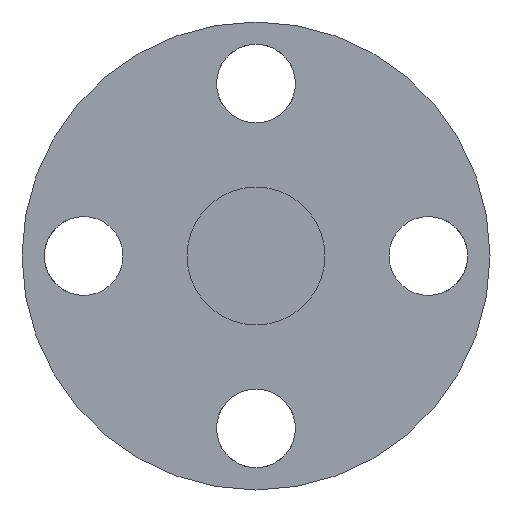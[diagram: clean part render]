
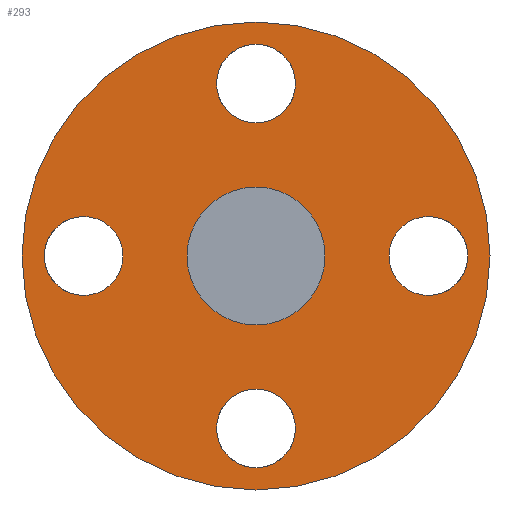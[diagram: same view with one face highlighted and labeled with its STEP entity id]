
A CAD part, left-side view. The second image highlights one B-rep face of the part: STEP entity #293.
In plain terms, the highlighted planar face has unit normal (-1, 0, 0).
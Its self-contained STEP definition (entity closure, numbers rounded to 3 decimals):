
#5 = DIRECTION ( 'NONE',  ( 0., 0., 1. ) ) ;
#6 = CARTESIAN_POINT ( 'NONE',  ( 0., 0., 5.4 ) ) ;
#12 = ORIENTED_EDGE ( 'NONE', *, *, #480, .F. ) ;
#21 = CARTESIAN_POINT ( 'NONE',  ( 0., 0., 8.6 ) ) ;
#28 = EDGE_LOOP ( 'NONE', ( #611, #345 ) ) ;
#37 = AXIS2_PLACEMENT_3D ( 'NONE', #604, #264, #652 ) ;
#42 = DIRECTION ( 'NONE',  ( -1., 0., 0. ) ) ;
#44 = DIRECTION ( 'NONE',  ( 1., 0., 0. ) ) ;
#48 = DIRECTION ( 'NONE',  ( 1., 0., 0. ) ) ;
#50 = EDGE_CURVE ( 'NONE', #672, #378, #200, .T. ) ;
#55 = CARTESIAN_POINT ( 'NONE',  ( 0., 0., -7. ) ) ;
#56 = VERTEX_POINT ( 'NONE', #6 ) ;
#61 = VERTEX_POINT ( 'NONE', #402 ) ;
#68 = ORIENTED_EDGE ( 'NONE', *, *, #329, .F. ) ;
#86 = AXIS2_PLACEMENT_3D ( 'NONE', #55, #295, #522 ) ;
#89 = CARTESIAN_POINT ( 'NONE',  ( 0., 0., 2.8 ) ) ;
#94 = FACE_BOUND ( 'NONE', #204, .T. ) ;
#96 = CIRCLE ( 'NONE', #208, 9.5 ) ;
#98 = VERTEX_POINT ( 'NONE', #234 ) ;
#99 = CARTESIAN_POINT ( 'NONE',  ( 0., 0., 9.5 ) ) ;
#104 = EDGE_CURVE ( 'NONE', #56, #552, #361, .T. ) ;
#109 = CARTESIAN_POINT ( 'NONE',  ( 0., 0., 0. ) ) ;
#118 = DIRECTION ( 'NONE',  ( 0., 0., -1. ) ) ;
#123 = ORIENTED_EDGE ( 'NONE', *, *, #388, .T. ) ;
#139 = EDGE_LOOP ( 'NONE', ( #12, #68 ) ) ;
#140 = EDGE_CURVE ( 'NONE', #378, #672, #583, .T. ) ;
#148 = VERTEX_POINT ( 'NONE', #255 ) ;
#156 = ORIENTED_EDGE ( 'NONE', *, *, #673, .F. ) ;
#161 = CIRCLE ( 'NONE', #446, 1.6 ) ;
#166 = PLANE ( 'NONE',  #747 ) ;
#169 = CARTESIAN_POINT ( 'NONE',  ( 0., 0., 7. ) ) ;
#189 = DIRECTION ( 'NONE',  ( 0., 0., -1. ) ) ;
#195 = DIRECTION ( 'NONE',  ( 0., 0., -1. ) ) ;
#200 = CIRCLE ( 'NONE', #86, 1.6 ) ;
#204 = EDGE_LOOP ( 'NONE', ( #548, #123 ) ) ;
#208 = AXIS2_PLACEMENT_3D ( 'NONE', #587, #541, #189 ) ;
#213 = DIRECTION ( 'NONE',  ( 0., 0., -1. ) ) ;
#234 = CARTESIAN_POINT ( 'NONE',  ( 0., 0., -9.5 ) ) ;
#254 = EDGE_CURVE ( 'NONE', #148, #61, #346, .T. ) ;
#255 = CARTESIAN_POINT ( 'NONE',  ( 0., 7., -1.6 ) ) ;
#264 = DIRECTION ( 'NONE',  ( 1., 0., 0. ) ) ;
#271 = ORIENTED_EDGE ( 'NONE', *, *, #608, .F. ) ;
#273 = CARTESIAN_POINT ( 'NONE',  ( 0., 0., 0. ) ) ;
#279 = DIRECTION ( 'NONE',  ( 0., 0., 1. ) ) ;
#293 = ADVANCED_FACE ( 'NONE', ( #503, #440, #610, #94, #436, #722 ), #166, .F. ) ;
#295 = DIRECTION ( 'NONE',  ( 1., 0., 0. ) ) ;
#306 = CARTESIAN_POINT ( 'NONE',  ( 0., 0., -8.6 ) ) ;
#309 = AXIS2_PLACEMENT_3D ( 'NONE', #563, #728, #213 ) ;
#318 = VERTEX_POINT ( 'NONE', #89 ) ;
#323 = CIRCLE ( 'NONE', #435, 2.8 ) ;
#325 = ORIENTED_EDGE ( 'NONE', *, *, #50, .T. ) ;
#326 = AXIS2_PLACEMENT_3D ( 'NONE', #741, #689, #118 ) ;
#329 = EDGE_CURVE ( 'NONE', #342, #318, #323, .T. ) ;
#333 = DIRECTION ( 'NONE',  ( 0., 0., -1. ) ) ;
#337 = EDGE_CURVE ( 'NONE', #650, #720, #567, .T. ) ;
#341 = CARTESIAN_POINT ( 'NONE',  ( 0., 0., 0. ) ) ;
#342 = VERTEX_POINT ( 'NONE', #395 ) ;
#344 = DIRECTION ( 'NONE',  ( 0., 0., -1. ) ) ;
#345 = ORIENTED_EDGE ( 'NONE', *, *, #537, .T. ) ;
#346 = CIRCLE ( 'NONE', #309, 1.6 ) ;
#361 = CIRCLE ( 'NONE', #326, 1.6 ) ;
#365 = ORIENTED_EDGE ( 'NONE', *, *, #254, .T. ) ;
#378 = VERTEX_POINT ( 'NONE', #489 ) ;
#387 = ORIENTED_EDGE ( 'NONE', *, *, #140, .T. ) ;
#388 = EDGE_CURVE ( 'NONE', #720, #650, #580, .T. ) ;
#390 = CARTESIAN_POINT ( 'NONE',  ( 0., 0., 0. ) ) ;
#395 = CARTESIAN_POINT ( 'NONE',  ( 0., 0., -2.8 ) ) ;
#397 = CARTESIAN_POINT ( 'NONE',  ( 0., -7., 0. ) ) ;
#402 = CARTESIAN_POINT ( 'NONE',  ( 0., 7., 1.6 ) ) ;
#406 = DIRECTION ( 'NONE',  ( 0., 0., -1. ) ) ;
#411 = DIRECTION ( 'NONE',  ( 1., 0., 0. ) ) ;
#427 = CARTESIAN_POINT ( 'NONE',  ( 0., -7., -1.6 ) ) ;
#428 = CIRCLE ( 'NONE', #582, 9.5 ) ;
#435 = AXIS2_PLACEMENT_3D ( 'NONE', #390, #42, #279 ) ;
#436 = FACE_BOUND ( 'NONE', #28, .T. ) ;
#440 = FACE_BOUND ( 'NONE', #639, .T. ) ;
#446 = AXIS2_PLACEMENT_3D ( 'NONE', #169, #746, #622 ) ;
#451 = CARTESIAN_POINT ( 'NONE',  ( 0., -7., 1.6 ) ) ;
#458 = AXIS2_PLACEMENT_3D ( 'NONE', #520, #411, #406 ) ;
#464 = CARTESIAN_POINT ( 'NONE',  ( 0., -7., 0. ) ) ;
#470 = AXIS2_PLACEMENT_3D ( 'NONE', #397, #501, #734 ) ;
#480 = EDGE_CURVE ( 'NONE', #318, #342, #613, .T. ) ;
#489 = CARTESIAN_POINT ( 'NONE',  ( 0., 0., -5.4 ) ) ;
#501 = DIRECTION ( 'NONE',  ( 1., 0., 0. ) ) ;
#503 = FACE_BOUND ( 'NONE', #139, .T. ) ;
#504 = CIRCLE ( 'NONE', #458, 1.6 ) ;
#516 = EDGE_CURVE ( 'NONE', #61, #148, #504, .T. ) ;
#520 = CARTESIAN_POINT ( 'NONE',  ( 0., 7., 0. ) ) ;
#522 = DIRECTION ( 'NONE',  ( 0., 0., -1. ) ) ;
#537 = EDGE_CURVE ( 'NONE', #552, #56, #161, .T. ) ;
#541 = DIRECTION ( 'NONE',  ( 1., 0., 0. ) ) ;
#548 = ORIENTED_EDGE ( 'NONE', *, *, #337, .T. ) ;
#552 = VERTEX_POINT ( 'NONE', #21 ) ;
#563 = CARTESIAN_POINT ( 'NONE',  ( 0., 7., 0. ) ) ;
#567 = CIRCLE ( 'NONE', #470, 1.6 ) ;
#580 = CIRCLE ( 'NONE', #736, 1.6 ) ;
#581 = EDGE_LOOP ( 'NONE', ( #325, #387 ) ) ;
#582 = AXIS2_PLACEMENT_3D ( 'NONE', #273, #712, #195 ) ;
#583 = CIRCLE ( 'NONE', #37, 1.6 ) ;
#587 = CARTESIAN_POINT ( 'NONE',  ( 0., 0., 0. ) ) ;
#603 = AXIS2_PLACEMENT_3D ( 'NONE', #109, #636, #5 ) ;
#604 = CARTESIAN_POINT ( 'NONE',  ( 0., 0., -7. ) ) ;
#608 = EDGE_CURVE ( 'NONE', #98, #695, #96, .T. ) ;
#610 = FACE_BOUND ( 'NONE', #581, .T. ) ;
#611 = ORIENTED_EDGE ( 'NONE', *, *, #104, .T. ) ;
#613 = CIRCLE ( 'NONE', #603, 2.8 ) ;
#622 = DIRECTION ( 'NONE',  ( 0., 0., -1. ) ) ;
#636 = DIRECTION ( 'NONE',  ( -1., 0., 0. ) ) ;
#639 = EDGE_LOOP ( 'NONE', ( #365, #706 ) ) ;
#650 = VERTEX_POINT ( 'NONE', #427 ) ;
#652 = DIRECTION ( 'NONE',  ( 0., 0., -1. ) ) ;
#670 = EDGE_LOOP ( 'NONE', ( #156, #271 ) ) ;
#672 = VERTEX_POINT ( 'NONE', #306 ) ;
#673 = EDGE_CURVE ( 'NONE', #695, #98, #428, .T. ) ;
#689 = DIRECTION ( 'NONE',  ( 1., 0., 0. ) ) ;
#695 = VERTEX_POINT ( 'NONE', #99 ) ;
#706 = ORIENTED_EDGE ( 'NONE', *, *, #516, .T. ) ;
#712 = DIRECTION ( 'NONE',  ( 1., 0., 0. ) ) ;
#720 = VERTEX_POINT ( 'NONE', #451 ) ;
#722 = FACE_OUTER_BOUND ( 'NONE', #670, .T. ) ;
#728 = DIRECTION ( 'NONE',  ( 1., 0., 0. ) ) ;
#734 = DIRECTION ( 'NONE',  ( 0., 0., -1. ) ) ;
#736 = AXIS2_PLACEMENT_3D ( 'NONE', #464, #48, #344 ) ;
#741 = CARTESIAN_POINT ( 'NONE',  ( 0., 0., 7. ) ) ;
#746 = DIRECTION ( 'NONE',  ( 1., 0., 0. ) ) ;
#747 = AXIS2_PLACEMENT_3D ( 'NONE', #341, #44, #333 ) ;
